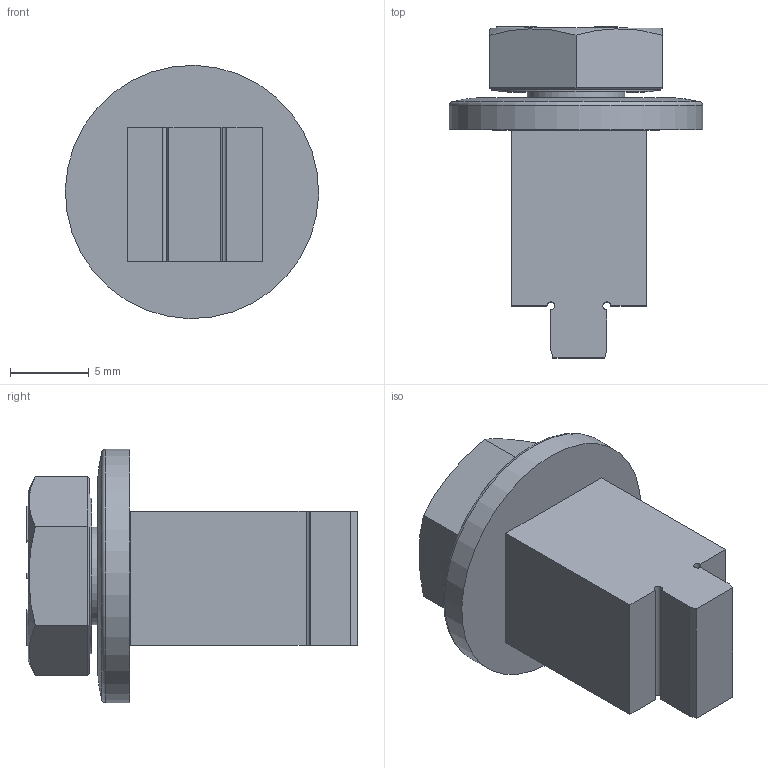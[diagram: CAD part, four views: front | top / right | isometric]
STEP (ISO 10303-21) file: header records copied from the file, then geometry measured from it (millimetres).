
FILE_DESCRIPTION(('FreeCAD Model'),'2;1');
FILE_NAME('Open CASCADE Shape Model','2022-09-15T09:19:46',('Author'),( ''),'Open CASCADE STEP processor 7.5','FreeCAD','Unknown');
FILE_SCHEMA(('AUTOMOTIVE_DESIGN { 1 0 10303 214 1 1 1 1 }'));
Length unit declared in the file: millimetre
Products named in the file (4): Unnamed; B6A-NH-PCB-28; 25NWSA0T; 25F37HCS5T
Assembly tree (3 placements, depth 2):
  Unnamed
    B6A-NH-PCB-28
    25NWSA0T
    25F37HCS5T
Bounding box: 16.12 x 21.12 x 16.12 mm (x, y, z)
Volume: 1743.7 mm3; surface area: 1747.8 mm2
Topology: 3 solids, 3 shells, 97 faces, 223 edges, 138 vertices
Faces by surface type: plane 46, cylinder 31, torus 14, bspline 5, cone 1
Full cylindrical faces by diameter (mm): 5.359 x1, 6.223 x1, 7.493 x1, 9.906 x1, 16.129 x1
Entity records: 3045 total; most frequent: CARTESIAN_POINT 779, DIRECTION 461, ORIENTED_EDGE 446, EDGE_CURVE 223, AXIS2_PLACEMENT_3D 174, VERTEX_POINT 138, LINE 113, VECTOR 113
